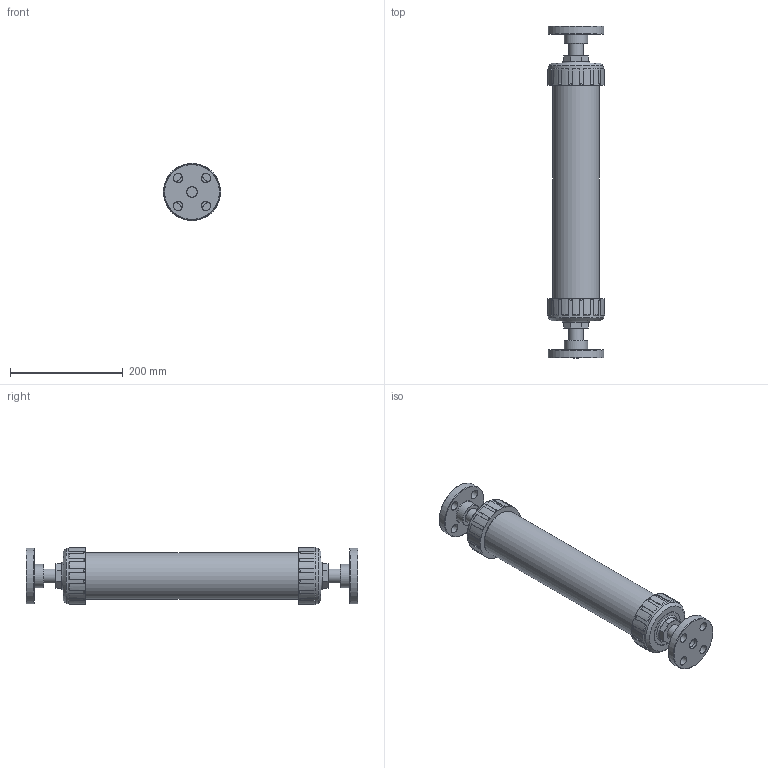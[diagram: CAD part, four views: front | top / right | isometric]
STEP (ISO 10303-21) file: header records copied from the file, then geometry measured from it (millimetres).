
FILE_DESCRIPTION((''),'2;1');
FILE_NAME('CVG-1000-PV-75F_R0.stp','2017-07-25T08:41:50',('salesdesk5'),(''),'Autodesk Inventor 2009','Autodesk Inventor 2009','');
FILE_SCHEMA(('AUTOMOTIVE_DESIGN { 1 0 10303 214 1 1 1 1 }'));
Length unit declared in the file: inch
Products named in the file (1): CVG-1000-PV-75F_R0
Bounding box: 101.35 x 588.52 x 101.35 mm (x, y, z)
Volume: 2928639.2 mm3; surface area: 215662 mm2
Topology: 1 solids, 1 shells, 291 faces, 725 edges, 456 vertices
Faces by surface type: plane 152, cone 68, cylinder 32, torus 28, bspline 11
Full cylindrical faces by diameter (mm): 16.002 x8, 18.339 x2, 18.847 x2, 26.67 x2, 41.046 x2, 63.373 x2, 65.278 x2, 82.931 x1, 98.298 x2, 98.552 x2, 101.346 x2
Entity records: 9043 total; most frequent: CARTESIAN_POINT 1985, DIRECTION 1456, ORIENTED_EDGE 1304, EDGE_CURVE 652, AXIS2_PLACEMENT_3D 539, VERTEX_POINT 446, EDGE_LOOP 390, VECTOR 378
